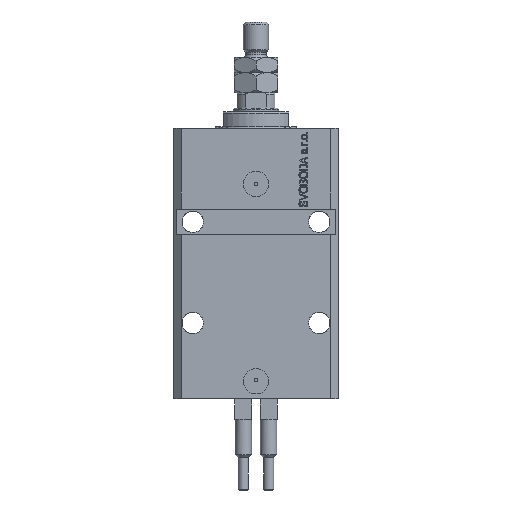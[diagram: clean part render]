
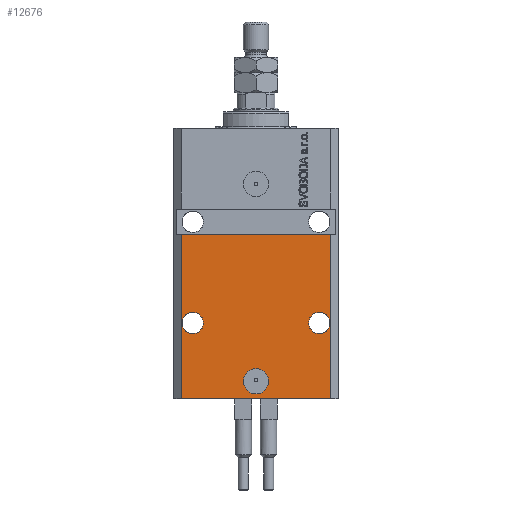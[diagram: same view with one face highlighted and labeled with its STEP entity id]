
A CAD part, front view. The second image highlights one B-rep face of the part: STEP entity #12676.
In plain terms, the highlighted planar face has unit normal (0, -1, 0).
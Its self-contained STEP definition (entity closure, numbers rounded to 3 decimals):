
#877 = DIRECTION ( 'NONE',  ( 1., 0., 0. ) ) ;
#953 = DIRECTION ( 'NONE',  ( -1., 0., 0. ) ) ;
#1126 = DIRECTION ( 'NONE',  ( 0., -1., 0. ) ) ;
#1713 = VECTOR ( 'NONE', #31761, 1000. ) ;
#1782 = CARTESIAN_POINT ( 'NONE',  ( 29.25, -22.5, -77. ) ) ;
#2066 = CIRCLE ( 'NONE', #15973, 4.25 ) ;
#2125 = DIRECTION ( 'NONE',  ( 0., -1., 0. ) ) ;
#2370 = EDGE_CURVE ( 'NONE', #4978, #22058, #23771, .T. ) ;
#2490 = ORIENTED_EDGE ( 'NONE', *, *, #3375, .F. ) ;
#3375 = EDGE_CURVE ( 'NONE', #7682, #26600, #16168, .T. ) ;
#4658 = DIRECTION ( 'NONE',  ( 0., 0., 1. ) ) ;
#4978 = VERTEX_POINT ( 'NONE', #25162 ) ;
#4986 = DIRECTION ( 'NONE',  ( 1., 0., 0. ) ) ;
#5247 = CIRCLE ( 'NONE', #30583, 4.25 ) ;
#5372 = CARTESIAN_POINT ( 'NONE',  ( 29.5, -22.5, -107. ) ) ;
#5457 = DIRECTION ( 'NONE',  ( 1., 0., 0. ) ) ;
#5672 = FACE_OUTER_BOUND ( 'NONE', #32284, .T. ) ;
#5680 = CARTESIAN_POINT ( 'NONE',  ( -29.5, -22.5, -107. ) ) ;
#5803 = ORIENTED_EDGE ( 'NONE', *, *, #2370, .F. ) ;
#6195 = PLANE ( 'NONE',  #34661 ) ;
#6933 = ORIENTED_EDGE ( 'NONE', *, *, #27982, .F. ) ;
#7682 = VERTEX_POINT ( 'NONE', #40277 ) ;
#8352 = CIRCLE ( 'NONE', #14916, 5. ) ;
#9414 = EDGE_LOOP ( 'NONE', ( #21573, #6933 ) ) ;
#10747 = AXIS2_PLACEMENT_3D ( 'NONE', #25679, #2125, #5457 ) ;
#12196 = ORIENTED_EDGE ( 'NONE', *, *, #38387, .T. ) ;
#12676 = ADVANCED_FACE ( 'NONE', ( #41507, #35700, #29735, #5672 ), #6195, .T. ) ;
#12714 = CARTESIAN_POINT ( 'NONE',  ( 20.75, -22.5, -77. ) ) ;
#13156 = CARTESIAN_POINT ( 'NONE',  ( 0., -22.5, -100. ) ) ;
#13240 = CARTESIAN_POINT ( 'NONE',  ( -25., -22.5, -77. ) ) ;
#13390 = VECTOR ( 'NONE', #49304, 1000. ) ;
#14428 = VECTOR ( 'NONE', #32801, 1000. ) ;
#14508 = LINE ( 'NONE', #26777, #13390 ) ;
#14916 = AXIS2_PLACEMENT_3D ( 'NONE', #13156, #47978, #877 ) ;
#15931 = CARTESIAN_POINT ( 'NONE',  ( 29.5, -22.5, -107. ) ) ;
#15973 = AXIS2_PLACEMENT_3D ( 'NONE', #28845, #44459, #21181 ) ;
#16168 = LINE ( 'NONE', #23350, #1713 ) ;
#16588 = ORIENTED_EDGE ( 'NONE', *, *, #27670, .F. ) ;
#17519 = DIRECTION ( 'NONE',  ( 1., 0., 0. ) ) ;
#21181 = DIRECTION ( 'NONE',  ( -1., 0., 0. ) ) ;
#21353 = DIRECTION ( 'NONE',  ( 0., -1., 0. ) ) ;
#21573 = ORIENTED_EDGE ( 'NONE', *, *, #48334, .F. ) ;
#22058 = VERTEX_POINT ( 'NONE', #36243 ) ;
#22736 = VERTEX_POINT ( 'NONE', #25299 ) ;
#23350 = CARTESIAN_POINT ( 'NONE',  ( -29.5, -22.5, -107. ) ) ;
#23771 = CIRCLE ( 'NONE', #46693, 4.25 ) ;
#23826 = CIRCLE ( 'NONE', #10747, 4.25 ) ;
#24051 = CARTESIAN_POINT ( 'NONE',  ( 29.5, -22.5, -42. ) ) ;
#24139 = EDGE_CURVE ( 'NONE', #39618, #22736, #35321, .T. ) ;
#24233 = EDGE_CURVE ( 'NONE', #22736, #39618, #8352, .T. ) ;
#24500 = DIRECTION ( 'NONE',  ( 0., -1., 0. ) ) ;
#24862 = CARTESIAN_POINT ( 'NONE',  ( -29.5, -22.5, -107. ) ) ;
#24971 = ORIENTED_EDGE ( 'NONE', *, *, #24233, .F. ) ;
#25162 = CARTESIAN_POINT ( 'NONE',  ( -20.75, -22.5, -77. ) ) ;
#25299 = CARTESIAN_POINT ( 'NONE',  ( -5., -22.5, -100. ) ) ;
#25375 = DIRECTION ( 'NONE',  ( 1., 0., 0. ) ) ;
#25679 = CARTESIAN_POINT ( 'NONE',  ( 25., -22.5, -77. ) ) ;
#25746 = CARTESIAN_POINT ( 'NONE',  ( 5., -22.5, -100. ) ) ;
#26600 = VERTEX_POINT ( 'NONE', #31769 ) ;
#26777 = CARTESIAN_POINT ( 'NONE',  ( -32.5, -22.5, -42. ) ) ;
#27670 = EDGE_CURVE ( 'NONE', #26600, #45318, #14508, .T. ) ;
#27982 = EDGE_CURVE ( 'NONE', #49630, #37427, #5247, .T. ) ;
#28845 = CARTESIAN_POINT ( 'NONE',  ( -25., -22.5, -77. ) ) ;
#29735 = FACE_BOUND ( 'NONE', #30708, .T. ) ;
#30583 = AXIS2_PLACEMENT_3D ( 'NONE', #44376, #21353, #17519 ) ;
#30708 = EDGE_LOOP ( 'NONE', ( #5803, #40002 ) ) ;
#31588 = EDGE_CURVE ( 'NONE', #22058, #4978, #2066, .T. ) ;
#31761 = DIRECTION ( 'NONE',  ( 0., 0., 1. ) ) ;
#31769 = CARTESIAN_POINT ( 'NONE',  ( -29.5, -22.5, -42. ) ) ;
#32284 = EDGE_LOOP ( 'NONE', ( #16588, #2490, #45963, #12196 ) ) ;
#32801 = DIRECTION ( 'NONE',  ( 1., 0., 0. ) ) ;
#32845 = AXIS2_PLACEMENT_3D ( 'NONE', #43388, #1126, #4986 ) ;
#33831 = VERTEX_POINT ( 'NONE', #5372 ) ;
#34661 = AXIS2_PLACEMENT_3D ( 'NONE', #24862, #45347, #25375 ) ;
#35321 = CIRCLE ( 'NONE', #32845, 5. ) ;
#35700 = FACE_BOUND ( 'NONE', #9414, .T. ) ;
#36243 = CARTESIAN_POINT ( 'NONE',  ( -29.25, -22.5, -77. ) ) ;
#36337 = EDGE_CURVE ( 'NONE', #7682, #33831, #36905, .T. ) ;
#36766 = EDGE_LOOP ( 'NONE', ( #46821, #24971 ) ) ;
#36905 = LINE ( 'NONE', #5680, #14428 ) ;
#37427 = VERTEX_POINT ( 'NONE', #1782 ) ;
#38387 = EDGE_CURVE ( 'NONE', #33831, #45318, #43543, .T. ) ;
#39618 = VERTEX_POINT ( 'NONE', #25746 ) ;
#40002 = ORIENTED_EDGE ( 'NONE', *, *, #31588, .F. ) ;
#40277 = CARTESIAN_POINT ( 'NONE',  ( -29.5, -22.5, -107. ) ) ;
#41507 = FACE_BOUND ( 'NONE', #36766, .T. ) ;
#42261 = VECTOR ( 'NONE', #4658, 1000. ) ;
#43388 = CARTESIAN_POINT ( 'NONE',  ( 0., -22.5, -100. ) ) ;
#43543 = LINE ( 'NONE', #15931, #42261 ) ;
#44376 = CARTESIAN_POINT ( 'NONE',  ( 25., -22.5, -77. ) ) ;
#44459 = DIRECTION ( 'NONE',  ( 0., -1., 0. ) ) ;
#45318 = VERTEX_POINT ( 'NONE', #24051 ) ;
#45347 = DIRECTION ( 'NONE',  ( 0., -1., 0. ) ) ;
#45963 = ORIENTED_EDGE ( 'NONE', *, *, #36337, .T. ) ;
#46693 = AXIS2_PLACEMENT_3D ( 'NONE', #13240, #24500, #953 ) ;
#46821 = ORIENTED_EDGE ( 'NONE', *, *, #24139, .F. ) ;
#47978 = DIRECTION ( 'NONE',  ( 0., -1., 0. ) ) ;
#48334 = EDGE_CURVE ( 'NONE', #37427, #49630, #23826, .T. ) ;
#49304 = DIRECTION ( 'NONE',  ( 1., 0., 0. ) ) ;
#49630 = VERTEX_POINT ( 'NONE', #12714 ) ;
